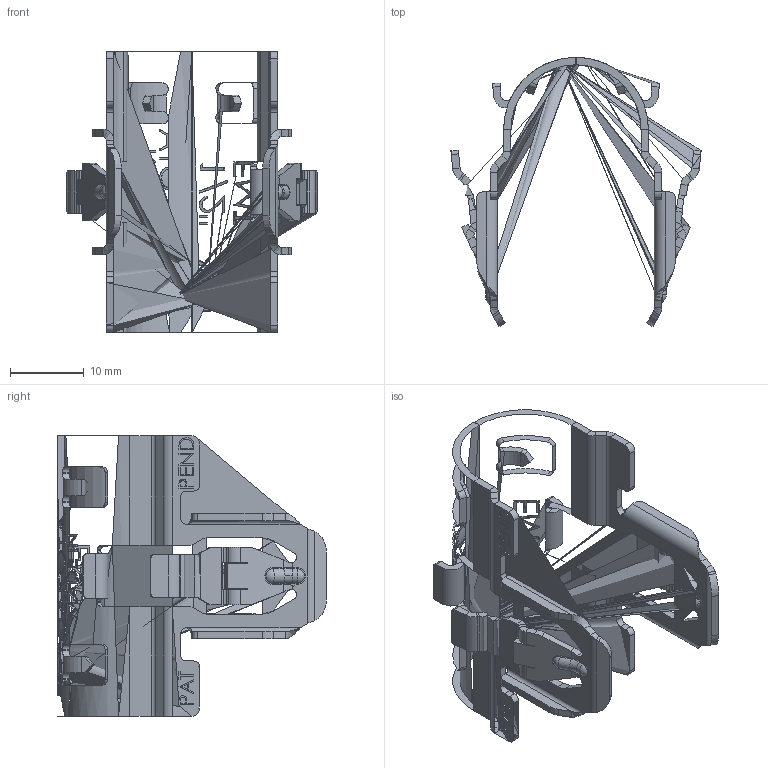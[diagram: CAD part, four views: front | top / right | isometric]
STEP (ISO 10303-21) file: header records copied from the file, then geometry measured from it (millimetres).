
FILE_DESCRIPTION (( 'STEP AP203' ), '1' );
FILE_NAME ('CC-12EMT.STEP', '2022-06-13T17:56:43', ( '' ), ( '' ), 'SwSTEP 2.0', 'SolidWorks 2021', '' );
FILE_SCHEMA (( 'CONFIG_CONTROL_DESIGN' ));
Length unit declared in the file: millimetre
Products named in the file (1): CC-12EMT
Bounding box: 33.85 x 36.4 x 38 mm (x, y, z)
Surface area: 1893.8 mm2 (no closed solid volume)
Topology: 0 solids, 1 shells, 1329 faces, 3408 edges, 2142 vertices
Faces by surface type: plane 673, bspline 357, cylinder 267, torus 24, sphere 8
Entity records: 50766 total; most frequent: CARTESIAN_POINT 21147, ORIENTED_EDGE 6956, DIRECTION 4768, EDGE_CURVE 3478, VERTEX_POINT 2208, VECTOR 1672, LINE 1672, AXIS2_PLACEMENT_3D 1548
